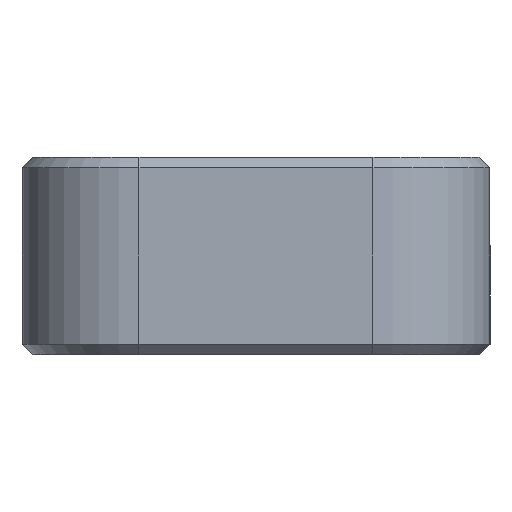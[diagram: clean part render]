
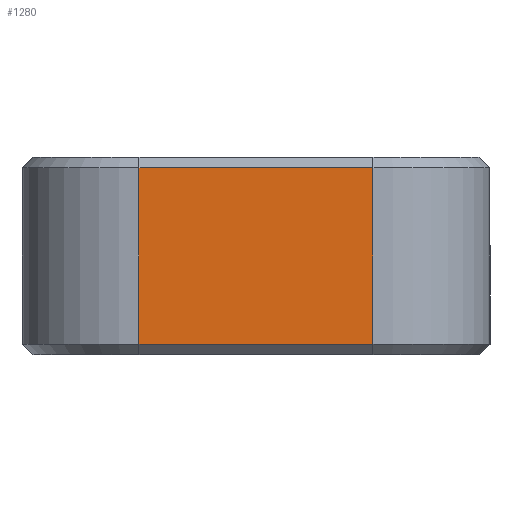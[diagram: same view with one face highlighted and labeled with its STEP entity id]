
A CAD part, left-side view. The second image highlights one B-rep face of the part: STEP entity #1280.
In plain terms, the highlighted planar face has unit normal (-1, 0, 0).
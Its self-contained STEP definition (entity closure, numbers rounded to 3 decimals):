
#44 = CYLINDRICAL_SURFACE('',#45,4.5);
#45 = AXIS2_PLACEMENT_3D('',#46,#47,#48);
#46 = CARTESIAN_POINT('',(-22.5,4.5,0.));
#47 = DIRECTION('',(-0.,-0.,-1.));
#48 = DIRECTION('',(1.,0.,0.));
#253 = EDGE_CURVE('',#254,#256,#258,.T.);
#254 = VERTEX_POINT('',#255);
#255 = CARTESIAN_POINT('',(-27.,4.5,0.4));
#256 = VERTEX_POINT('',#257);
#257 = CARTESIAN_POINT('',(-27.,4.5,7.2));
#258 = SURFACE_CURVE('',#259,(#263,#270),.PCURVE_S1.);
#259 = LINE('',#260,#261);
#260 = CARTESIAN_POINT('',(-27.,4.5,4.6));
#261 = VECTOR('',#262,1.);
#262 = DIRECTION('',(0.,0.,1.));
#263 = PCURVE('',#44,#264);
#264 = DEFINITIONAL_REPRESENTATION('',(#265),#269);
#265 = LINE('',#266,#267);
#266 = CARTESIAN_POINT('',(-3.142,-4.6));
#267 = VECTOR('',#268,1.);
#268 = DIRECTION('',(-0.,-1.));
#269 = ( GEOMETRIC_REPRESENTATION_CONTEXT(2) 
PARAMETRIC_REPRESENTATION_CONTEXT() REPRESENTATION_CONTEXT('2D SPACE',''
  ) );
#270 = PCURVE('',#271,#276);
#271 = PLANE('',#272);
#272 = AXIS2_PLACEMENT_3D('',#273,#274,#275);
#273 = CARTESIAN_POINT('',(-27.,0.,3.8));
#274 = DIRECTION('',(-1.,0.,0.));
#275 = DIRECTION('',(0.,-1.,0.));
#276 = DEFINITIONAL_REPRESENTATION('',(#277),#281);
#277 = LINE('',#278,#279);
#278 = CARTESIAN_POINT('',(-4.5,0.8));
#279 = VECTOR('',#280,1.);
#280 = DIRECTION('',(0.,1.));
#281 = ( GEOMETRIC_REPRESENTATION_CONTEXT(2) 
PARAMETRIC_REPRESENTATION_CONTEXT() REPRESENTATION_CONTEXT('2D SPACE',''
  ) );
#1280 = ADVANCED_FACE('',(#1281),#271,.T.);
#1281 = FACE_BOUND('',#1282,.T.);
#1282 = EDGE_LOOP('',(#1283,#1313,#1339,#1340));
#1283 = ORIENTED_EDGE('',*,*,#1284,.T.);
#1284 = EDGE_CURVE('',#1285,#1287,#1289,.T.);
#1285 = VERTEX_POINT('',#1286);
#1286 = CARTESIAN_POINT('',(-27.,-4.5,0.4));
#1287 = VERTEX_POINT('',#1288);
#1288 = CARTESIAN_POINT('',(-27.,-4.5,7.2));
#1289 = SURFACE_CURVE('',#1290,(#1294,#1301),.PCURVE_S1.);
#1290 = LINE('',#1291,#1292);
#1291 = CARTESIAN_POINT('',(-27.,-4.5,0.));
#1292 = VECTOR('',#1293,1.);
#1293 = DIRECTION('',(0.,0.,1.));
#1294 = PCURVE('',#271,#1295);
#1295 = DEFINITIONAL_REPRESENTATION('',(#1296),#1300);
#1296 = LINE('',#1297,#1298);
#1297 = CARTESIAN_POINT('',(4.5,-3.8));
#1298 = VECTOR('',#1299,1.);
#1299 = DIRECTION('',(0.,1.));
#1300 = ( GEOMETRIC_REPRESENTATION_CONTEXT(2) 
PARAMETRIC_REPRESENTATION_CONTEXT() REPRESENTATION_CONTEXT('2D SPACE',''
  ) );
#1301 = PCURVE('',#1302,#1307);
#1302 = CYLINDRICAL_SURFACE('',#1303,4.5);
#1303 = AXIS2_PLACEMENT_3D('',#1304,#1305,#1306);
#1304 = CARTESIAN_POINT('',(-22.5,-4.5,0.));
#1305 = DIRECTION('',(-0.,-0.,-1.));
#1306 = DIRECTION('',(1.,0.,0.));
#1307 = DEFINITIONAL_REPRESENTATION('',(#1308),#1312);
#1308 = LINE('',#1309,#1310);
#1309 = CARTESIAN_POINT('',(-3.142,0.));
#1310 = VECTOR('',#1311,1.);
#1311 = DIRECTION('',(-0.,-1.));
#1312 = ( GEOMETRIC_REPRESENTATION_CONTEXT(2) 
PARAMETRIC_REPRESENTATION_CONTEXT() REPRESENTATION_CONTEXT('2D SPACE',''
  ) );
#1313 = ORIENTED_EDGE('',*,*,#1314,.T.);
#1314 = EDGE_CURVE('',#1287,#256,#1315,.T.);
#1315 = SURFACE_CURVE('',#1316,(#1320,#1327),.PCURVE_S1.);
#1316 = LINE('',#1317,#1318);
#1317 = CARTESIAN_POINT('',(-27.,-4.5,7.2));
#1318 = VECTOR('',#1319,1.);
#1319 = DIRECTION('',(0.,1.,0.));
#1320 = PCURVE('',#271,#1321);
#1321 = DEFINITIONAL_REPRESENTATION('',(#1322),#1326);
#1322 = LINE('',#1323,#1324);
#1323 = CARTESIAN_POINT('',(4.5,3.4));
#1324 = VECTOR('',#1325,1.);
#1325 = DIRECTION('',(-1.,0.));
#1326 = ( GEOMETRIC_REPRESENTATION_CONTEXT(2) 
PARAMETRIC_REPRESENTATION_CONTEXT() REPRESENTATION_CONTEXT('2D SPACE',''
  ) );
#1327 = PCURVE('',#1328,#1333);
#1328 = PLANE('',#1329);
#1329 = AXIS2_PLACEMENT_3D('',#1330,#1331,#1332);
#1330 = CARTESIAN_POINT('',(-26.8,-4.5,7.4));
#1331 = DIRECTION('',(-0.707,0.,0.707));
#1332 = DIRECTION('',(0.,-1.,0.));
#1333 = DEFINITIONAL_REPRESENTATION('',(#1334),#1338);
#1334 = LINE('',#1335,#1336);
#1335 = CARTESIAN_POINT('',(0.,-0.283));
#1336 = VECTOR('',#1337,1.);
#1337 = DIRECTION('',(-1.,0.));
#1338 = ( GEOMETRIC_REPRESENTATION_CONTEXT(2) 
PARAMETRIC_REPRESENTATION_CONTEXT() REPRESENTATION_CONTEXT('2D SPACE',''
  ) );
#1339 = ORIENTED_EDGE('',*,*,#253,.F.);
#1340 = ORIENTED_EDGE('',*,*,#1341,.F.);
#1341 = EDGE_CURVE('',#1285,#254,#1342,.T.);
#1342 = SURFACE_CURVE('',#1343,(#1347,#1354),.PCURVE_S1.);
#1343 = LINE('',#1344,#1345);
#1344 = CARTESIAN_POINT('',(-27.,-4.5,0.4));
#1345 = VECTOR('',#1346,1.);
#1346 = DIRECTION('',(0.,1.,0.));
#1347 = PCURVE('',#271,#1348);
#1348 = DEFINITIONAL_REPRESENTATION('',(#1349),#1353);
#1349 = LINE('',#1350,#1351);
#1350 = CARTESIAN_POINT('',(4.5,-3.4));
#1351 = VECTOR('',#1352,1.);
#1352 = DIRECTION('',(-1.,0.));
#1353 = ( GEOMETRIC_REPRESENTATION_CONTEXT(2) 
PARAMETRIC_REPRESENTATION_CONTEXT() REPRESENTATION_CONTEXT('2D SPACE',''
  ) );
#1354 = PCURVE('',#1355,#1360);
#1355 = PLANE('',#1356);
#1356 = AXIS2_PLACEMENT_3D('',#1357,#1358,#1359);
#1357 = CARTESIAN_POINT('',(-26.8,-4.5,0.2));
#1358 = DIRECTION('',(0.707,0.,0.707));
#1359 = DIRECTION('',(0.,-1.,0.));
#1360 = DEFINITIONAL_REPRESENTATION('',(#1361),#1365);
#1361 = LINE('',#1362,#1363);
#1362 = CARTESIAN_POINT('',(0.,-0.283));
#1363 = VECTOR('',#1364,1.);
#1364 = DIRECTION('',(-1.,0.));
#1365 = ( GEOMETRIC_REPRESENTATION_CONTEXT(2) 
PARAMETRIC_REPRESENTATION_CONTEXT() REPRESENTATION_CONTEXT('2D SPACE',''
  ) );
